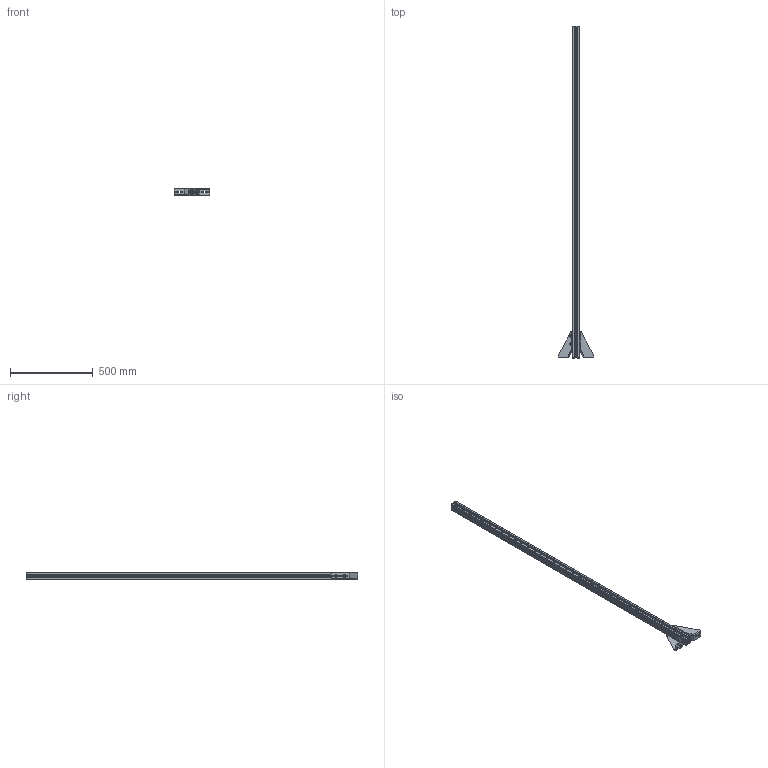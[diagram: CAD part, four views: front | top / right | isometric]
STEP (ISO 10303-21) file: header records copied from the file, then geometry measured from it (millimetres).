
FILE_DESCRIPTION (( 'STEP AP214' ), '1' );
FILE_NAME ('Ñòîéêà äëÿ îãðàæäåíèÿ AL-45200.STEP', '2026-02-24T05:28:42', ( '' ), ( '' ), 'SwSTEP 2.0', 'SolidWorks 2021', '' );
FILE_SCHEMA (( 'AUTOMOTIVE_DESIGN' ));
Length unit declared in the file: millimetre
Products named in the file (6): AL-375.0500A.01 Çàãëóøêà òîðöåâàÿ 45õ45; hex flange nut_din_Hexagon Flange Nut DIN 6923 - M8 - N; Áîëò Ò-îáðàçíûé Ïàç10 Ì8 20ìì AL-1D07.A41A.01; AL-PL-4545-A_00; Îïîðà ôóíäàìåíòíàÿ äëÿ 45-ãî ïðîôèëÿ AL-5110.45_00; Ñòîéêà äëÿ îãðàæäåíèÿ AL-45200
Assembly tree (12 placements, depth 2):
  Ñòîéêà äëÿ îãðàæäåíèÿ AL-45200
    AL-375.0500A.01 Çàãëóøêà òîðöåâàÿ 45õ45
    AL-PL-4545-A_00
    Îïîðà ôóíäàìåíòíàÿ äëÿ 45-ãî ïðîôèëÿ AL-5110.45_00  x2
    Áîëò Ò-îáðàçíûé Ïàç10 Ì8 20ìì AL-1D07.A41A.01  x4
    hex flange nut_din_Hexagon Flange Nut DIN 6923 - M8 - N  x4
Bounding box: 215 x 2004 x 45 mm (x, y, z)
Volume: 1250068.2 mm3; surface area: 1275991.4 mm2
Topology: 12 solids, 12 shells, 610 faces, 1591 edges, 1006 vertices
Faces by surface type: plane 269, cylinder 241, cone 64, bspline 24, torus 8, sphere 4
Entity records: 13389 total; most frequent: CARTESIAN_POINT 3211, ORIENTED_EDGE 2142, DIRECTION 2053, EDGE_CURVE 1071, AXIS2_PLACEMENT_3D 758, VERTEX_POINT 694, VECTOR 537, LINE 537
